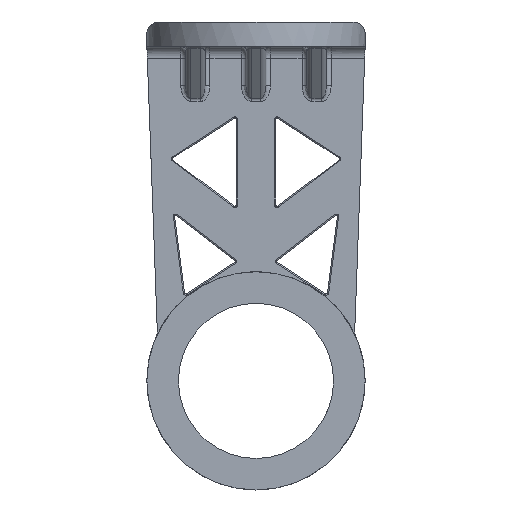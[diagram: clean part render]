
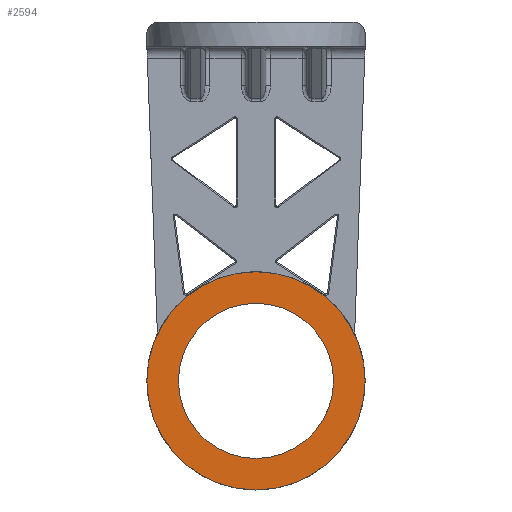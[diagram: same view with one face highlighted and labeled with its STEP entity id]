
A CAD part, front view. The second image highlights one B-rep face of the part: STEP entity #2594.
In plain terms, the highlighted planar face has unit normal (0, -1, 0).
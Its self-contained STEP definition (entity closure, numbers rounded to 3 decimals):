
#384 = EDGE_LOOP ( 'NONE', ( #2230, #5477 ) ) ;
#439 = DIRECTION ( 'NONE',  ( 0., 0., 1. ) ) ;
#951 = CARTESIAN_POINT ( 'NONE',  ( 0., 0., 45. ) ) ;
#1332 = AXIS2_PLACEMENT_3D ( 'NONE', #6627, #2086, #7843 ) ;
#1662 = CARTESIAN_POINT ( 'NONE',  ( 0., 0., 0. ) ) ;
#1789 = CARTESIAN_POINT ( 'NONE',  ( 0., 0., -45. ) ) ;
#1793 = ORIENTED_EDGE ( 'NONE', *, *, #7028, .T. ) ;
#1922 = CARTESIAN_POINT ( 'NONE',  ( 0., 0., 0. ) ) ;
#2083 = CARTESIAN_POINT ( 'NONE',  ( 0., 0., 0. ) ) ;
#2086 = DIRECTION ( 'NONE',  ( 0., 1., 0. ) ) ;
#2209 = PLANE ( 'NONE',  #1332 ) ;
#2230 = ORIENTED_EDGE ( 'NONE', *, *, #2823, .F. ) ;
#2594 = ADVANCED_FACE ( 'NONE', ( #4695, #7878 ), #2209, .F. ) ;
#2823 = EDGE_CURVE ( 'NONE', #2991, #6358, #4132, .T. ) ;
#2991 = VERTEX_POINT ( 'NONE', #1789 ) ;
#3168 = EDGE_LOOP ( 'NONE', ( #1793, #6848 ) ) ;
#3543 = EDGE_CURVE ( 'NONE', #5817, #5872, #4224, .T. ) ;
#3652 = DIRECTION ( 'NONE',  ( 0., 1., 0. ) ) ;
#3784 = DIRECTION ( 'NONE',  ( 0., 1., 0. ) ) ;
#4132 = CIRCLE ( 'NONE', #4411, 45. ) ;
#4224 = CIRCLE ( 'NONE', #5274, 32. ) ;
#4411 = AXIS2_PLACEMENT_3D ( 'NONE', #1922, #3784, #7708 ) ;
#4571 = DIRECTION ( 'NONE',  ( 0., 1., 0. ) ) ;
#4695 = FACE_OUTER_BOUND ( 'NONE', #384, .T. ) ;
#4748 = CIRCLE ( 'NONE', #5268, 32. ) ;
#5268 = AXIS2_PLACEMENT_3D ( 'NONE', #1662, #3652, #439 ) ;
#5274 = AXIS2_PLACEMENT_3D ( 'NONE', #7326, #5365, #5461 ) ;
#5365 = DIRECTION ( 'NONE',  ( 0., 1., 0. ) ) ;
#5461 = DIRECTION ( 'NONE',  ( 0., 0., 1. ) ) ;
#5477 = ORIENTED_EDGE ( 'NONE', *, *, #6822, .F. ) ;
#5507 = CARTESIAN_POINT ( 'NONE',  ( 0., 0., -32. ) ) ;
#5817 = VERTEX_POINT ( 'NONE', #7082 ) ;
#5872 = VERTEX_POINT ( 'NONE', #5507 ) ;
#5879 = DIRECTION ( 'NONE',  ( 0., 0., 1. ) ) ;
#6063 = AXIS2_PLACEMENT_3D ( 'NONE', #2083, #4571, #5879 ) ;
#6358 = VERTEX_POINT ( 'NONE', #951 ) ;
#6627 = CARTESIAN_POINT ( 'NONE',  ( 0., 0., 0. ) ) ;
#6822 = EDGE_CURVE ( 'NONE', #6358, #2991, #7540, .T. ) ;
#6848 = ORIENTED_EDGE ( 'NONE', *, *, #3543, .T. ) ;
#7028 = EDGE_CURVE ( 'NONE', #5872, #5817, #4748, .T. ) ;
#7082 = CARTESIAN_POINT ( 'NONE',  ( 0., 0., 32. ) ) ;
#7326 = CARTESIAN_POINT ( 'NONE',  ( 0., 0., 0. ) ) ;
#7540 = CIRCLE ( 'NONE', #6063, 45. ) ;
#7708 = DIRECTION ( 'NONE',  ( 0., 0., 1. ) ) ;
#7843 = DIRECTION ( 'NONE',  ( 0., 0., 1. ) ) ;
#7878 = FACE_BOUND ( 'NONE', #3168, .T. ) ;
